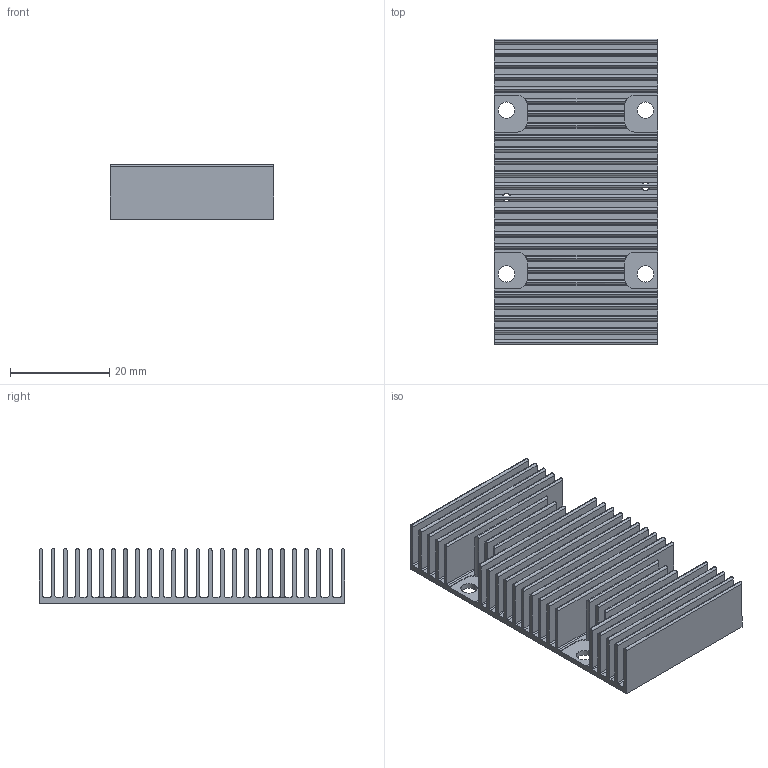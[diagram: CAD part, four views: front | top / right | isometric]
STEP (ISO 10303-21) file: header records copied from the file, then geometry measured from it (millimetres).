
FILE_DESCRIPTION (( 'STEP AP214' ), '1' );
FILE_NAME ('39835.STEP', '2015-07-30T17:41:50', ( 'VicorUser' ), ( 'Microsoft' ), 'SwSTEP 2.0', 'SolidWorks 2012', '' );
FILE_SCHEMA (( 'AUTOMOTIVE_DESIGN' ));
Length unit declared in the file: millimetre
Products named in the file (1): 39835
Bounding box: 32.94 x 61.5 x 11 mm (x, y, z)
Volume: 8232.3 mm3; surface area: 19389.2 mm2
Topology: 1 solids, 1 shells, 226 faces, 692 edges, 458 vertices
Faces by surface type: cylinder 126, plane 96, cone 4
Entity records: 8062 total; most frequent: CARTESIAN_POINT 1649, ORIENTED_EDGE 1376, DIRECTION 1326, EDGE_CURVE 688, VERTEX_POINT 458, AXIS2_PLACEMENT_3D 455, LINE 416, VECTOR 416
